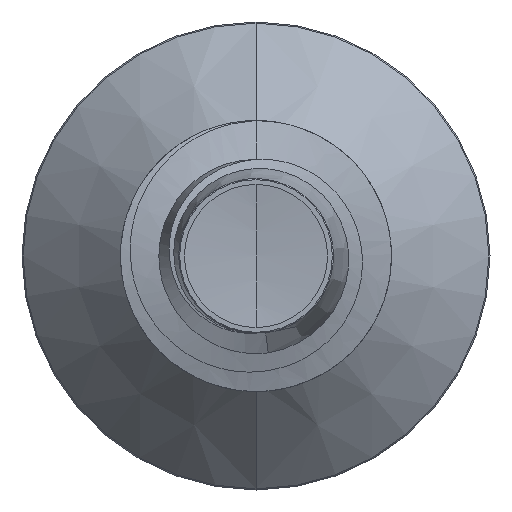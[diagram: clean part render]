
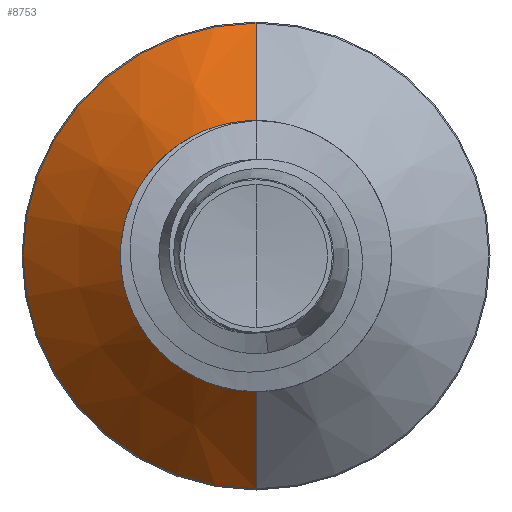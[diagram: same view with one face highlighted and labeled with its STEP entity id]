
A CAD part, front view. The second image highlights one B-rep face of the part: STEP entity #8753.
In plain terms, the highlighted conical face has half-angle 45 degrees and reference radius 1.034 mm.
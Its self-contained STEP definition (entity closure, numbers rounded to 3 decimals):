
#93 = VERTEX_POINT ( 'NONE', #8899 ) ;
#319 = CIRCLE ( 'NONE', #5444, 1.89 ) ;
#320 = DIRECTION ( 'NONE',  ( 0., 0., 1. ) ) ;
#338 = CARTESIAN_POINT ( 'NONE',  ( 0., 3.784, 0. ) ) ;
#1835 = ORIENTED_EDGE ( 'NONE', *, *, #4409, .T. ) ;
#2285 = DIRECTION ( 'NONE',  ( 0., 0.707, -0.707 ) ) ;
#2299 = EDGE_CURVE ( 'NONE', #4394, #93, #2912, .T. ) ;
#2912 = CIRCLE ( 'NONE', #7816, 1.034 ) ;
#3541 = VECTOR ( 'NONE', #2285, 1000. ) ;
#4394 = VERTEX_POINT ( 'NONE', #6037 ) ;
#4409 = EDGE_CURVE ( 'NONE', #93, #12927, #9143, .T. ) ;
#4525 = FACE_OUTER_BOUND ( 'NONE', #12918, .T. ) ;
#5444 = AXIS2_PLACEMENT_3D ( 'NONE', #12656, #6653, #320 ) ;
#5526 = ORIENTED_EDGE ( 'NONE', *, *, #5829, .F. ) ;
#5698 = ORIENTED_EDGE ( 'NONE', *, *, #13259, .F. ) ;
#5829 = EDGE_CURVE ( 'NONE', #4394, #7000, #9129, .T. ) ;
#5874 = CARTESIAN_POINT ( 'NONE',  ( 0., 3.784, 0. ) ) ;
#6037 = CARTESIAN_POINT ( 'NONE',  ( 0., 3.784, -1.034 ) ) ;
#6412 = VECTOR ( 'NONE', #8323, 1000. ) ;
#6509 = CARTESIAN_POINT ( 'NONE',  ( 0., 3.784, -1.034 ) ) ;
#6653 = DIRECTION ( 'NONE',  ( 0., 1., 0. ) ) ;
#6674 = DIRECTION ( 'NONE',  ( 0., 0., 1. ) ) ;
#6937 = DIRECTION ( 'NONE',  ( 0., 0., 1. ) ) ;
#7000 = VERTEX_POINT ( 'NONE', #11410 ) ;
#7816 = AXIS2_PLACEMENT_3D ( 'NONE', #5874, #12913, #6937 ) ;
#8323 = DIRECTION ( 'NONE',  ( 0., 0.707, 0.707 ) ) ;
#8753 = ADVANCED_FACE ( 'NONE', ( #4525 ), #12029, .T. ) ;
#8899 = CARTESIAN_POINT ( 'NONE',  ( 0., 3.784, 1.034 ) ) ;
#9129 = LINE ( 'NONE', #6509, #3541 ) ;
#9143 = LINE ( 'NONE', #9240, #6412 ) ;
#9240 = CARTESIAN_POINT ( 'NONE',  ( 0., 3.784, 1.034 ) ) ;
#9745 = DIRECTION ( 'NONE',  ( 0., 1., 0. ) ) ;
#10312 = ORIENTED_EDGE ( 'NONE', *, *, #2299, .T. ) ;
#10343 = CARTESIAN_POINT ( 'NONE',  ( 0., 4.64, 1.89 ) ) ;
#11253 = AXIS2_PLACEMENT_3D ( 'NONE', #338, #9745, #6674 ) ;
#11410 = CARTESIAN_POINT ( 'NONE',  ( 0., 4.64, -1.89 ) ) ;
#12029 = CONICAL_SURFACE ( 'NONE', #11253, 1.034, 0.785 ) ;
#12656 = CARTESIAN_POINT ( 'NONE',  ( 0., 4.64, 0. ) ) ;
#12913 = DIRECTION ( 'NONE',  ( 0., 1., 0. ) ) ;
#12918 = EDGE_LOOP ( 'NONE', ( #5526, #10312, #1835, #5698 ) ) ;
#12927 = VERTEX_POINT ( 'NONE', #10343 ) ;
#13259 = EDGE_CURVE ( 'NONE', #7000, #12927, #319, .T. ) ;
